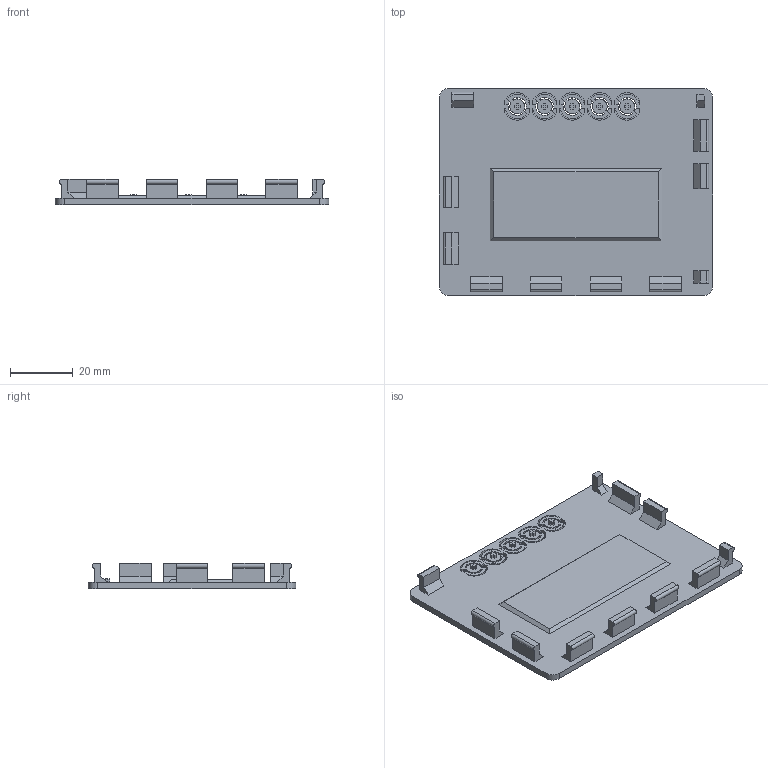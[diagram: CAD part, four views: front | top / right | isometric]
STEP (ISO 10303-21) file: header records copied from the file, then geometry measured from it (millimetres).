
FILE_DESCRIPTION(/* description */ (''),/* implementation_level */ '2;1');
FILE_NAME(/* name */ 'Back Case v24.step',/* time_stamp */ '2021-07-28T20:44:08-05:00',/* author */ (''),/* organization */ (''),/* preprocessor_version */ 'ST-DEVELOPER v18.1',/* originating_system */ 'Autodesk Translation Framework v10.9.0.1377',/* authorisation */ '');
FILE_SCHEMA (('AUTOMOTIVE_DESIGN { 1 0 10303 214 3 1 1 }'));
Length unit declared in the file: millimetre
Products named in the file (1): Back Case
Bounding box: 87 x 66 x 8 mm (x, y, z)
Volume: 12379.3 mm3; surface area: 14351.8 mm2
Topology: 1 solids, 1 shells, 272 faces, 756 edges, 504 vertices
Faces by surface type: plane 218, cylinder 49, cone 5
Full cylindrical faces by diameter (mm): 4.75 x5
Entity records: 8721 total; most frequent: CARTESIAN_POINT 1533, ORIENTED_EDGE 1512, DIRECTION 1430, EDGE_CURVE 756, LINE 628, VECTOR 628, VERTEX_POINT 504, AXIS2_PLACEMENT_3D 401
